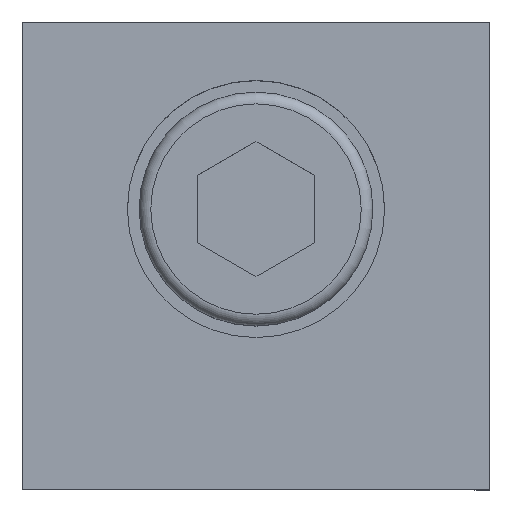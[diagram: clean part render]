
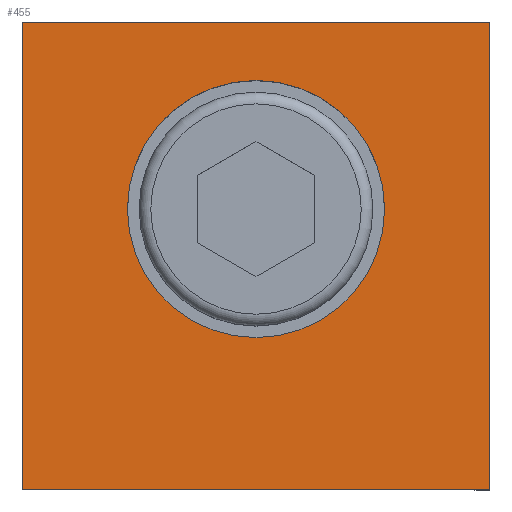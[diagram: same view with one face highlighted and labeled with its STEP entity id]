
A CAD part, top view. The second image highlights one B-rep face of the part: STEP entity #455.
In plain terms, the highlighted face is planar.
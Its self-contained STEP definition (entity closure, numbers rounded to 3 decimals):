
#25=FACE_BOUND('',#101,.T.);
#43=CIRCLE('',#504,5.5);
#70=FACE_OUTER_BOUND('',#100,.T.);
#100=EDGE_LOOP('',(#392,#393,#394,#395));
#101=EDGE_LOOP('',(#396));
#131=LINE('',#729,#176);
#145=LINE('',#765,#190);
#146=LINE('',#768,#191);
#147=LINE('',#769,#192);
#176=VECTOR('',#598,1.);
#190=VECTOR('',#634,1.);
#191=VECTOR('',#637,1.);
#192=VECTOR('',#638,1.);
#220=VERTEX_POINT('',#726);
#221=VERTEX_POINT('',#728);
#225=VERTEX_POINT('',#742);
#232=VERTEX_POINT('',#763);
#233=VERTEX_POINT('',#767);
#270=EDGE_CURVE('',#220,#221,#131,.T.);
#277=EDGE_CURVE('',#225,#225,#43,.T.);
#288=EDGE_CURVE('',#232,#220,#145,.T.);
#289=EDGE_CURVE('',#232,#233,#146,.T.);
#290=EDGE_CURVE('',#221,#233,#147,.T.);
#392=ORIENTED_EDGE('',*,*,#288,.F.);
#393=ORIENTED_EDGE('',*,*,#289,.T.);
#394=ORIENTED_EDGE('',*,*,#290,.F.);
#395=ORIENTED_EDGE('',*,*,#270,.F.);
#396=ORIENTED_EDGE('',*,*,#277,.T.);
#428=PLANE('',#512);
#455=ADVANCED_FACE('',(#70,#25),#428,.T.);
#504=AXIS2_PLACEMENT_3D('',#743,#611,#612);
#512=AXIS2_PLACEMENT_3D('',#766,#635,#636);
#598=DIRECTION('',(0.,0.,1.));
#611=DIRECTION('center_axis',(1.,0.,0.));
#612=DIRECTION('ref_axis',(0.,-1.,0.));
#634=DIRECTION('',(0.,1.,0.));
#635=DIRECTION('center_axis',(-1.,0.,0.));
#636=DIRECTION('ref_axis',(0.,-1.,0.));
#637=DIRECTION('',(0.,0.,1.));
#638=DIRECTION('',(0.,-1.,0.));
#726=CARTESIAN_POINT('',(-20.,5.,-10.));
#728=CARTESIAN_POINT('',(-20.,5.,10.));
#729=CARTESIAN_POINT('',(-20.,5.,-10.));
#742=CARTESIAN_POINT('',(-20.,-1.5,0.));
#743=CARTESIAN_POINT('Origin',(-20.,-7.,0.));
#763=CARTESIAN_POINT('',(-20.,-15.,-10.));
#765=CARTESIAN_POINT('',(-20.,-15.,-10.));
#766=CARTESIAN_POINT('Origin',(-20.,5.,-10.));
#767=CARTESIAN_POINT('',(-20.,-15.,10.));
#768=CARTESIAN_POINT('',(-20.,-15.,-10.));
#769=CARTESIAN_POINT('',(-20.,-15.,10.));
